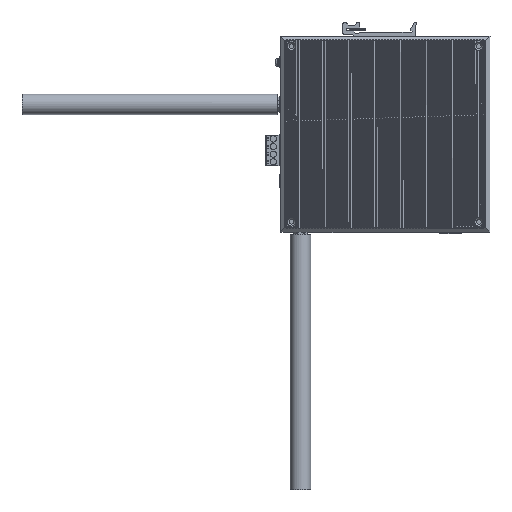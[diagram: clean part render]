
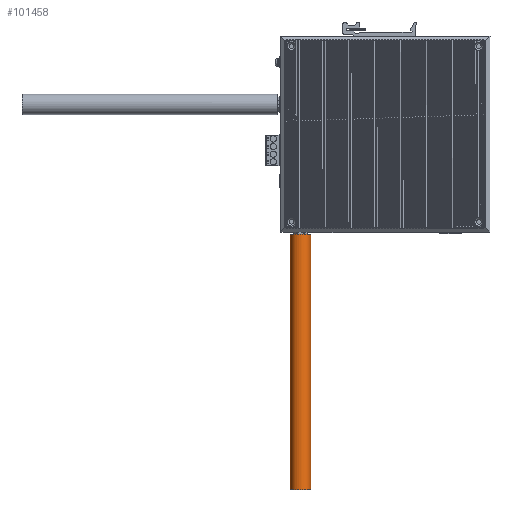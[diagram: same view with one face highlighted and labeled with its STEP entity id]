
A CAD part, top view. The second image highlights one B-rep face of the part: STEP entity #101458.
In plain terms, the highlighted cylindrical face has radius 6.708 mm (diameter 13.417 mm), a partial arc.
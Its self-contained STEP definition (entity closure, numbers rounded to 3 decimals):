
#101396=CARTESIAN_POINT('',(0.,-39.15,0.));
#101397=DIRECTION('',(0.,1.,0.));
#101398=DIRECTION('',(-1.,0.,0.));
#101399=AXIS2_PLACEMENT_3D('',#101396,#101397,#101398);
#101406=DIRECTION('',(0.,-1.,0.));
#101407=VECTOR('',#101406,166.8);
#101408=CARTESIAN_POINT('',(6.708,127.65,0.));
#101409=LINE('',#101408,#101407);
#101410=DIRECTION('',(0.,-1.,0.));
#101411=VECTOR('',#101410,166.8);
#101412=CARTESIAN_POINT('',(-6.708,127.65,0.));
#101413=LINE('',#101412,#101411);
#101414=CARTESIAN_POINT('',(0.,127.65,0.));
#101415=DIRECTION('',(0.,-1.,0.));
#101416=DIRECTION('',(1.,0.,0.));
#101417=AXIS2_PLACEMENT_3D('',#101414,#101415,#101416);
#101424=CARTESIAN_POINT('',(-6.708,-39.15,0.));
#101425=CARTESIAN_POINT('',(6.708,-39.15,0.));
#101426=VERTEX_POINT('',#101424);
#101427=VERTEX_POINT('',#101425);
#101428=CARTESIAN_POINT('',(-6.708,127.65,0.));
#101429=VERTEX_POINT('',#101428);
#101430=CARTESIAN_POINT('',(6.708,127.65,0.));
#101431=VERTEX_POINT('',#101430);
#101444=CARTESIAN_POINT('',(0.,-39.15,0.));
#101445=DIRECTION('',(0.,-1.,0.));
#101446=DIRECTION('',(1.,0.,0.));
#101447=AXIS2_PLACEMENT_3D('',#101444,#101445,#101446);
#101448=CYLINDRICAL_SURFACE('',#101447,6.708);
#101449=ORIENTED_EDGE('',*,*,#101437,.F.);
#101451=ORIENTED_EDGE('',*,*,#101450,.F.);
#101453=ORIENTED_EDGE('',*,*,#101452,.F.);
#101455=ORIENTED_EDGE('',*,*,#101454,.T.);
#101456=EDGE_LOOP('',(#101449,#101451,#101453,#101455));
#101457=FACE_OUTER_BOUND('',#101456,.F.);
#101458=ADVANCED_FACE('',(#101457),#101448,.T.);
#101400=CIRCLE('',#101399,6.708);
#101418=CIRCLE('',#101417,6.708);
#101437=EDGE_CURVE('',#101426,#101427,#101400,.T.);
#101450=EDGE_CURVE('',#101429,#101426,#101413,.T.);
#101452=EDGE_CURVE('',#101431,#101429,#101418,.T.);
#101454=EDGE_CURVE('',#101431,#101427,#101409,.T.);
